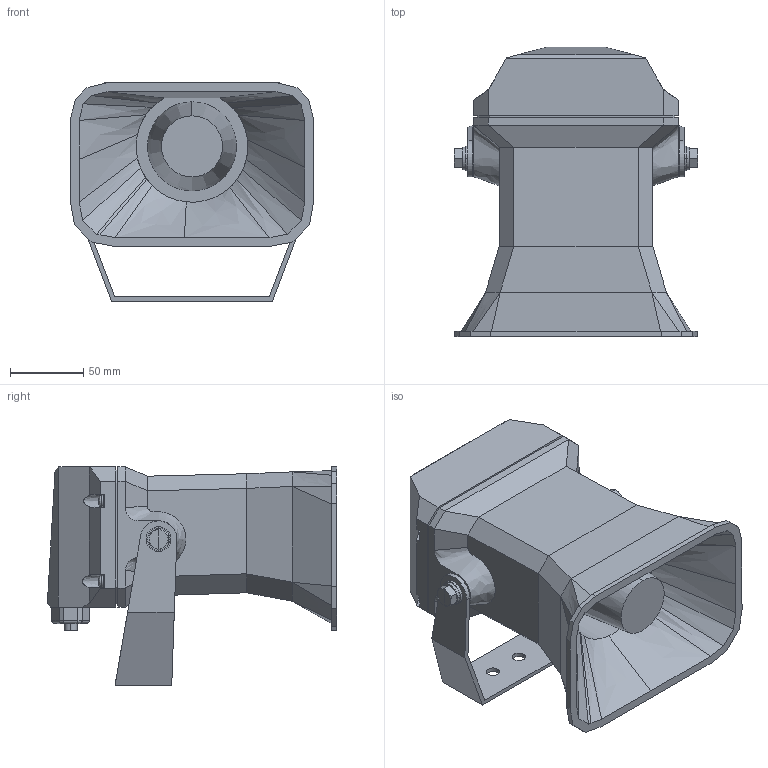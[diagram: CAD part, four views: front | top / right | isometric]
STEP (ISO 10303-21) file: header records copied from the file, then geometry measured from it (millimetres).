
FILE_DESCRIPTION (( 'STEP AP214' ), '1' );
FILE_NAME ('EHS-M1TE.step', '2019-03-26T15:51:07', ( '' ), ( '' ), 'SwSTEP 2.0', 'SolidWorks 2018', '' );
FILE_SCHEMA (( 'AUTOMOTIVE_DESIGN' ));
Length unit declared in the file: inch
Products named in the file (1): EHS-M1TE
Bounding box: 166.55 x 198.2 x 149.5 mm (x, y, z)
Volume: 1617651.3 mm3; surface area: 176099 mm2
Topology: 2 solids, 2 shells, 306 faces, 766 edges, 481 vertices
Faces by surface type: plane 158, bspline 73, cylinder 59, cone 16
Entity records: 14396 total; most frequent: CARTESIAN_POINT 3559, ORIENTED_EDGE 1524, DIRECTION 1254, EDGE_CURVE 762, LINE 482, VECTOR 482, VERTEX_POINT 481, AXIS2_PLACEMENT_3D 386
